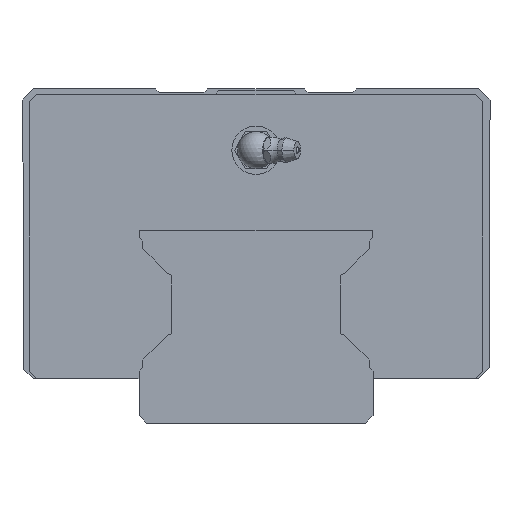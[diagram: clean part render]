
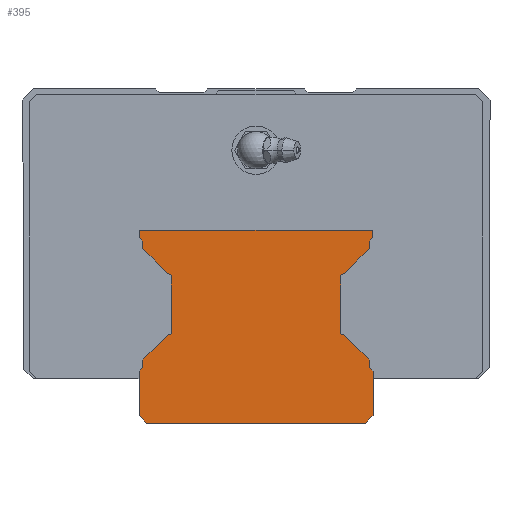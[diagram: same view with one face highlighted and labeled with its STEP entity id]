
A CAD part, front view. The second image highlights one B-rep face of the part: STEP entity #395.
In plain terms, the highlighted planar face has unit normal (0, -1, 0).
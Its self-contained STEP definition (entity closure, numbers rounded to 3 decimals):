
#395=ADVANCED_FACE('',(#900),#901,.F.);
#900=FACE_OUTER_BOUND('',#1469,.T.);
#901=PLANE('',#1470);
#1469=EDGE_LOOP('',(#3351,#3352,#3353,#3354,#3355,#3356,#3357,#3358,#3359,#3360,#3361,#3362,#3363,#3364,#3365,#3366,#3367,#3368,#3369,#3370,#3371,#3372,#3373,#3374,#3375,#3376,#3377,#3378,#3379,#3380,#3381,#3382));
#1470=AXIS2_PLACEMENT_3D('',#3383,#3384,#3385);
#3351=ORIENTED_EDGE('',*,*,#4043,.F.);
#3352=ORIENTED_EDGE('',*,*,#4121,.F.);
#3353=ORIENTED_EDGE('',*,*,#4118,.F.);
#3354=ORIENTED_EDGE('',*,*,#4138,.F.);
#3355=ORIENTED_EDGE('',*,*,#4087,.F.);
#3356=ORIENTED_EDGE('',*,*,#4139,.F.);
#3357=ORIENTED_EDGE('',*,*,#4136,.F.);
#3358=ORIENTED_EDGE('',*,*,#4105,.F.);
#3359=ORIENTED_EDGE('',*,*,#4110,.F.);
#3360=ORIENTED_EDGE('',*,*,#4140,.F.);
#3361=ORIENTED_EDGE('',*,*,#4128,.F.);
#3362=ORIENTED_EDGE('',*,*,#4125,.F.);
#3363=ORIENTED_EDGE('',*,*,#4141,.F.);
#3364=ORIENTED_EDGE('',*,*,#4142,.F.);
#3365=ORIENTED_EDGE('',*,*,#4115,.F.);
#3366=ORIENTED_EDGE('',*,*,#4143,.F.);
#3367=ORIENTED_EDGE('',*,*,#4019,.F.);
#3368=ORIENTED_EDGE('',*,*,#4093,.F.);
#3369=ORIENTED_EDGE('',*,*,#4131,.F.);
#3370=ORIENTED_EDGE('',*,*,#4133,.F.);
#3371=ORIENTED_EDGE('',*,*,#4122,.F.);
#3372=ORIENTED_EDGE('',*,*,#4144,.F.);
#3373=ORIENTED_EDGE('',*,*,#4099,.F.);
#3374=ORIENTED_EDGE('',*,*,#4145,.F.);
#3375=ORIENTED_EDGE('',*,*,#4102,.F.);
#3376=ORIENTED_EDGE('',*,*,#4146,.F.);
#3377=ORIENTED_EDGE('',*,*,#4147,.F.);
#3378=ORIENTED_EDGE('',*,*,#4113,.F.);
#3379=ORIENTED_EDGE('',*,*,#4095,.F.);
#3380=ORIENTED_EDGE('',*,*,#4130,.F.);
#3381=ORIENTED_EDGE('',*,*,#4047,.F.);
#3382=ORIENTED_EDGE('',*,*,#4148,.F.);
#3383=CARTESIAN_POINT('',(31.0,0.0,51.5));
#3384=DIRECTION('',(0.0,1.0,0.0));
#3385=DIRECTION('',(1.0,0.0,0.0));
#4019=EDGE_CURVE('',#5012,#5013,#5014,.T.);
#4043=EDGE_CURVE('',#5049,#5050,#5051,.T.);
#4047=EDGE_CURVE('',#5057,#5058,#5059,.T.);
#4087=EDGE_CURVE('',#5130,#5131,#5132,.T.);
#4093=EDGE_CURVE('',#5139,#5012,#5140,.T.);
#4095=EDGE_CURVE('',#5142,#5143,#5144,.T.);
#4099=EDGE_CURVE('',#5148,#5149,#5150,.T.);
#4102=EDGE_CURVE('',#5153,#5154,#5155,.T.);
#4105=EDGE_CURVE('',#5158,#5159,#5160,.T.);
#4110=EDGE_CURVE('',#5166,#5158,#5167,.T.);
#4113=EDGE_CURVE('',#5143,#5170,#5171,.T.);
#4115=EDGE_CURVE('',#5173,#5174,#5175,.T.);
#4118=EDGE_CURVE('',#5178,#5179,#5180,.T.);
#4121=EDGE_CURVE('',#5179,#5049,#5183,.T.);
#4122=EDGE_CURVE('',#5184,#5185,#5186,.T.);
#4125=EDGE_CURVE('',#5189,#5190,#5191,.T.);
#4128=EDGE_CURVE('',#5190,#5194,#5195,.T.);
#4130=EDGE_CURVE('',#5058,#5142,#5197,.T.);
#4131=EDGE_CURVE('',#5198,#5139,#5199,.T.);
#4133=EDGE_CURVE('',#5185,#5198,#5201,.T.);
#4136=EDGE_CURVE('',#5159,#5205,#5206,.T.);
#4138=EDGE_CURVE('',#5131,#5178,#5208,.T.);
#4139=EDGE_CURVE('',#5205,#5130,#5209,.T.);
#4140=EDGE_CURVE('',#5194,#5166,#5210,.T.);
#4141=EDGE_CURVE('',#5211,#5189,#5212,.T.);
#4142=EDGE_CURVE('',#5174,#5211,#5213,.T.);
#4143=EDGE_CURVE('',#5013,#5173,#5214,.T.);
#4144=EDGE_CURVE('',#5149,#5184,#5215,.T.);
#4145=EDGE_CURVE('',#5154,#5148,#5216,.T.);
#4146=EDGE_CURVE('',#5217,#5153,#5218,.T.);
#4147=EDGE_CURVE('',#5170,#5217,#5219,.T.);
#4148=EDGE_CURVE('',#5050,#5057,#5220,.T.);
#5012=VERTEX_POINT('',#6563);
#5013=VERTEX_POINT('',#6564);
#5014=LINE('',#6565,#6566);
#5049=VERTEX_POINT('',#6604);
#5050=VERTEX_POINT('',#6605);
#5051=LINE('',#6606,#6607);
#5057=VERTEX_POINT('',#6616);
#5058=VERTEX_POINT('',#6617);
#5059=LINE('',#6618,#6619);
#5130=VERTEX_POINT('',#6716);
#5131=VERTEX_POINT('',#6717);
#5132=LINE('',#6718,#6719);
#5139=VERTEX_POINT('',#6728);
#5140=LINE('',#6729,#6730);
#5142=VERTEX_POINT('',#6733);
#5143=VERTEX_POINT('',#6734);
#5144=LINE('',#6735,#6736);
#5148=VERTEX_POINT('',#6742);
#5149=VERTEX_POINT('',#6743);
#5150=LINE('',#6744,#6745);
#5153=VERTEX_POINT('',#6750);
#5154=VERTEX_POINT('',#6751);
#5155=LINE('',#6752,#6753);
#5158=VERTEX_POINT('',#6758);
#5159=VERTEX_POINT('',#6759);
#5160=CIRCLE('',#6760,0.5);
#5166=VERTEX_POINT('',#6768);
#5167=LINE('',#6769,#6770);
#5170=VERTEX_POINT('',#6774);
#5171=LINE('',#6775,#6776);
#5173=VERTEX_POINT('',#6779);
#5174=VERTEX_POINT('',#6780);
#5175=LINE('',#6781,#6782);
#5178=VERTEX_POINT('',#6787);
#5179=VERTEX_POINT('',#6788);
#5180=LINE('',#6789,#6790);
#5183=CIRCLE('',#6795,0.5);
#5184=VERTEX_POINT('',#6796);
#5185=VERTEX_POINT('',#6797);
#5186=LINE('',#6798,#6799);
#5189=VERTEX_POINT('',#6804);
#5190=VERTEX_POINT('',#6805);
#5191=LINE('',#6806,#6807);
#5194=VERTEX_POINT('',#6812);
#5195=LINE('',#6813,#6814);
#5197=LINE('',#6817,#6818);
#5198=VERTEX_POINT('',#6819);
#5199=LINE('',#6820,#6821);
#5201=LINE('',#6824,#6825);
#5205=VERTEX_POINT('',#6829);
#5206=LINE('',#6830,#6831);
#5208=LINE('',#6834,#6835);
#5209=LINE('',#6836,#6837);
#5210=CIRCLE('',#6838,0.5);
#5211=VERTEX_POINT('',#6839);
#5212=LINE('',#6840,#6841);
#5213=LINE('',#6842,#6843);
#5214=LINE('',#6844,#6845);
#5215=LINE('',#6846,#6847);
#5216=CIRCLE('',#6848,0.5);
#5217=VERTEX_POINT('',#6849);
#5218=CIRCLE('',#6850,0.5);
#5219=LINE('',#6851,#6852);
#5220=CIRCLE('',#6853,0.5);
#6563=CARTESIAN_POINT('',(29.5,0.0,0.));
#6564=CARTESIAN_POINT('',(-29.5,0.0,0.0));
#6565=CARTESIAN_POINT('',(29.5,0.0,0.0));
#6566=VECTOR('',#7675,1000.0);
#6604=CARTESIAN_POINT('',(-31.0,0.0,52.0));
#6605=CARTESIAN_POINT('',(31.0,0.0,52.0));
#6606=CARTESIAN_POINT('',(-31.0,0.0,52.0));
#6607=VECTOR('',#7739,1000.0);
#6616=CARTESIAN_POINT('',(31.492,0.0,51.413));
#6617=CARTESIAN_POINT('',(31.188,0.0,49.688));
#6618=CARTESIAN_POINT('',(31.492,0.0,51.413));
#6619=VECTOR('',#7743,1000.0);
#6716=CARTESIAN_POINT('',(-30.5,0.0,47.0));
#6717=CARTESIAN_POINT('',(-30.5,0.0,49.0));
#6718=CARTESIAN_POINT('',(-30.5,0.0,47.0));
#6719=VECTOR('',#7809,1000.0);
#6728=CARTESIAN_POINT('',(31.5,0.0,2.0));
#6729=CARTESIAN_POINT('',(31.5,0.0,2.0));
#6730=VECTOR('',#7821,1000.0);
#6733=CARTESIAN_POINT('',(30.5,0.0,49.0));
#6734=CARTESIAN_POINT('',(30.5,0.0,47.0));
#6735=CARTESIAN_POINT('',(30.5,0.0,49.0));
#6736=VECTOR('',#7823,1000.0);
#6742=CARTESIAN_POINT('',(23.171,0.0,23.869));
#6743=CARTESIAN_POINT('',(23.8,0.0,23.7));
#6744=CARTESIAN_POINT('',(23.171,0.0,23.869));
#6745=VECTOR('',#7829,1000.0);
#6750=CARTESIAN_POINT('',(22.8,0.0,39.648));
#6751=CARTESIAN_POINT('',(22.8,0.0,24.352));
#6752=CARTESIAN_POINT('',(22.8,0.0,39.648));
#6753=VECTOR('',#7832,1000.0);
#6758=CARTESIAN_POINT('',(-22.8,0.0,39.648));
#6759=CARTESIAN_POINT('',(-23.171,0.0,40.131));
#6760=AXIS2_PLACEMENT_3D('',#7835,#7836,#7837);
#6768=CARTESIAN_POINT('',(-22.8,0.0,24.352));
#6769=CARTESIAN_POINT('',(-22.8,0.0,24.352));
#6770=VECTOR('',#7846,1000.0);
#6774=CARTESIAN_POINT('',(23.8,0.0,40.3));
#6775=CARTESIAN_POINT('',(30.5,0.0,47.0));
#6776=VECTOR('',#7851,1000.0);
#6779=CARTESIAN_POINT('',(-31.5,0.0,2.0));
#6780=CARTESIAN_POINT('',(-31.5,0.0,14.0));
#6781=CARTESIAN_POINT('',(-31.5,0.0,2.0));
#6782=VECTOR('',#7853,1000.0);
#6787=CARTESIAN_POINT('',(-31.188,0.0,49.688));
#6788=CARTESIAN_POINT('',(-31.492,0.0,51.413));
#6789=CARTESIAN_POINT('',(-31.188,0.0,49.688));
#6790=VECTOR('',#7856,1000.0);
#6795=AXIS2_PLACEMENT_3D('',#7859,#7860,#7861);
#6796=CARTESIAN_POINT('',(30.5,0.0,17.0));
#6797=CARTESIAN_POINT('',(30.5,0.0,15.0));
#6798=CARTESIAN_POINT('',(30.5,0.0,17.0));
#6799=VECTOR('',#7862,1000.0);
#6804=CARTESIAN_POINT('',(-30.5,0.0,17.0));
#6805=CARTESIAN_POINT('',(-23.8,0.0,23.7));
#6806=CARTESIAN_POINT('',(-30.5,0.0,17.0));
#6807=VECTOR('',#7865,1000.0);
#6812=CARTESIAN_POINT('',(-23.171,0.0,23.869));
#6813=CARTESIAN_POINT('',(-23.8,0.0,23.7));
#6814=VECTOR('',#7868,1000.0);
#6817=CARTESIAN_POINT('',(31.188,0.0,49.688));
#6818=VECTOR('',#7870,1000.0);
#6819=CARTESIAN_POINT('',(31.5,0.0,14.0));
#6820=CARTESIAN_POINT('',(31.5,0.0,14.0));
#6821=VECTOR('',#7871,1000.0);
#6824=CARTESIAN_POINT('',(30.5,0.0,15.0));
#6825=VECTOR('',#7873,1000.0);
#6829=CARTESIAN_POINT('',(-23.8,0.0,40.3));
#6830=CARTESIAN_POINT('',(-23.171,0.0,40.131));
#6831=VECTOR('',#7880,1000.0);
#6834=CARTESIAN_POINT('',(-30.5,0.0,49.0));
#6835=VECTOR('',#7882,1000.0);
#6836=CARTESIAN_POINT('',(-23.8,0.0,40.3));
#6837=VECTOR('',#7883,1000.0);
#6838=AXIS2_PLACEMENT_3D('',#7884,#7885,#7886);
#6839=CARTESIAN_POINT('',(-30.5,0.0,15.0));
#6840=CARTESIAN_POINT('',(-30.5,0.0,15.0));
#6841=VECTOR('',#7887,1000.0);
#6842=CARTESIAN_POINT('',(-31.5,0.0,14.0));
#6843=VECTOR('',#7888,1000.0);
#6844=CARTESIAN_POINT('',(-29.5,0.0,0.0));
#6845=VECTOR('',#7889,1000.0);
#6846=CARTESIAN_POINT('',(23.8,0.0,23.7));
#6847=VECTOR('',#7890,1000.0);
#6848=AXIS2_PLACEMENT_3D('',#7891,#7892,#7893);
#6849=CARTESIAN_POINT('',(23.171,0.0,40.131));
#6850=AXIS2_PLACEMENT_3D('',#7894,#7895,#7896);
#6851=CARTESIAN_POINT('',(23.8,0.0,40.3));
#6852=VECTOR('',#7897,1000.0);
#6853=AXIS2_PLACEMENT_3D('',#7898,#7899,#7900);
#7675=DIRECTION('',(-1.0,0.0,0.0));
#7739=DIRECTION('',(1.0,0.0,0.0));
#7743=DIRECTION('',(-0.174,0.0,-0.985));
#7809=DIRECTION('',(0.0,0.0,1.0));
#7821=DIRECTION('',(-0.707,0.0,-0.707));
#7823=DIRECTION('',(0.0,0.0,-1.0));
#7829=DIRECTION('',(0.966,0.0,-0.259));
#7832=DIRECTION('',(0.0,0.0,-1.0));
#7835=CARTESIAN_POINT('',(-23.3,0.0,39.648));
#7836=DIRECTION('',(0.0,-1.0,0.0));
#7837=DIRECTION('',(1.0,0.0,0.0));
#7846=DIRECTION('',(0.0,0.0,1.0));
#7851=DIRECTION('',(-0.707,0.0,-0.707));
#7853=DIRECTION('',(0.0,0.0,1.0));
#7856=DIRECTION('',(-0.174,0.0,0.985));
#7859=CARTESIAN_POINT('',(-31.0,0.0,51.5));
#7860=DIRECTION('',(0.0,1.0,0.0));
#7861=DIRECTION('',(1.0,0.0,0.0));
#7862=DIRECTION('',(0.0,0.0,-1.0));
#7865=DIRECTION('',(0.707,0.0,0.707));
#7868=DIRECTION('',(0.966,0.0,0.259));
#7870=DIRECTION('',(-0.707,0.0,-0.707));
#7871=DIRECTION('',(0.0,0.0,-1.0));
#7873=DIRECTION('',(0.707,0.0,-0.707));
#7880=DIRECTION('',(-0.966,0.0,0.259));
#7882=DIRECTION('',(-0.707,0.0,0.707));
#7883=DIRECTION('',(-0.707,0.0,0.707));
#7884=CARTESIAN_POINT('',(-23.3,0.0,24.352));
#7885=DIRECTION('',(0.0,-1.0,0.0));
#7886=DIRECTION('',(1.0,0.0,0.0));
#7887=DIRECTION('',(0.0,0.0,1.0));
#7888=DIRECTION('',(0.707,0.0,0.707));
#7889=DIRECTION('',(-0.707,0.0,0.707));
#7890=DIRECTION('',(0.707,0.0,-0.707));
#7891=CARTESIAN_POINT('',(23.3,0.0,24.352));
#7892=DIRECTION('',(0.0,-1.0,0.0));
#7893=DIRECTION('',(1.0,0.0,0.0));
#7894=CARTESIAN_POINT('',(23.3,0.0,39.648));
#7895=DIRECTION('',(0.0,-1.0,0.0));
#7896=DIRECTION('',(1.0,0.0,0.0));
#7897=DIRECTION('',(-0.966,0.0,-0.259));
#7898=CARTESIAN_POINT('',(31.0,0.0,51.5));
#7899=DIRECTION('',(0.0,1.0,0.0));
#7900=DIRECTION('',(1.0,0.0,0.0));
